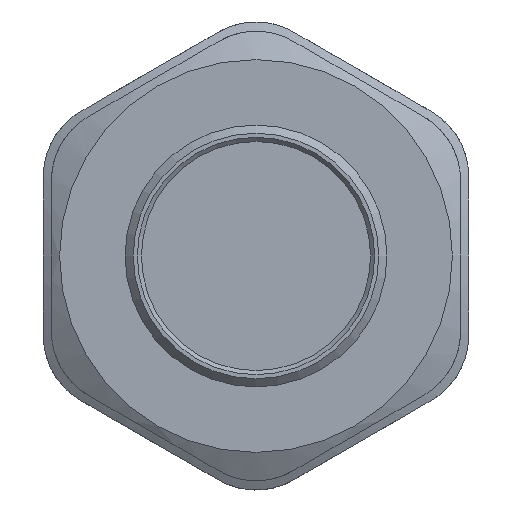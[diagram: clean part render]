
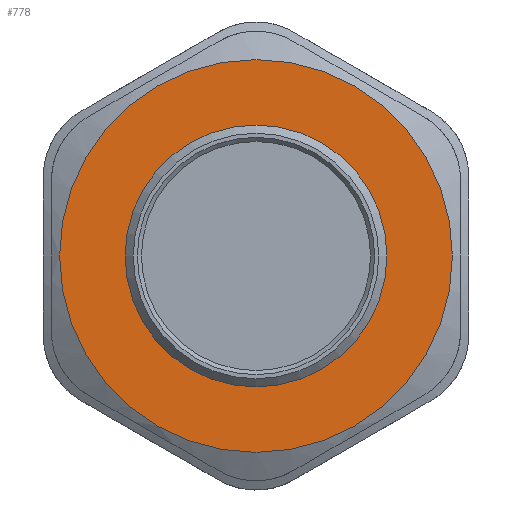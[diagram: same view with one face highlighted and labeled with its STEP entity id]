
A CAD part, front view. The second image highlights one B-rep face of the part: STEP entity #778.
In plain terms, the highlighted planar face has unit normal (0, -1, 0).
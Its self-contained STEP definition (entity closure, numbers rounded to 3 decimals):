
#164=FACE_BOUND('',#296,.T.);
#249=FACE_OUTER_BOUND('',#295,.T.);
#295=EDGE_LOOP('',(#716));
#296=EDGE_LOOP('',(#717));
#317=CIRCLE('',#852,24.);
#318=CIRCLE('',#865,15.2);
#378=VERTEX_POINT('',#1480);
#390=VERTEX_POINT('',#1621);
#474=EDGE_CURVE('',#378,#378,#317,.T.);
#498=EDGE_CURVE('',#390,#390,#318,.T.);
#716=ORIENTED_EDGE('',*,*,#474,.F.);
#717=ORIENTED_EDGE('',*,*,#498,.T.);
#735=PLANE('',#866);
#778=ADVANCED_FACE('',(#249,#164),#735,.T.);
#852=AXIS2_PLACEMENT_3D('',#1482,#993,#994);
#865=AXIS2_PLACEMENT_3D('',#1622,#1029,#1030);
#866=AXIS2_PLACEMENT_3D('',#1624,#1032,#1033);
#993=DIRECTION('center_axis',(0.,1.,0.));
#994=DIRECTION('ref_axis',(1.,0.,0.));
#1029=DIRECTION('center_axis',(0.,1.,0.));
#1030=DIRECTION('ref_axis',(1.,0.,0.));
#1032=DIRECTION('center_axis',(0.,-1.,0.));
#1033=DIRECTION('ref_axis',(0.,0.,-1.));
#1480=CARTESIAN_POINT('',(8.257,-23.936,-0.388));
#1482=CARTESIAN_POINT('Origin',(-15.743,-23.936,-0.388));
#1621=CARTESIAN_POINT('',(-0.543,-23.936,-0.388));
#1622=CARTESIAN_POINT('Origin',(-15.743,-23.936,-0.388));
#1624=CARTESIAN_POINT('Origin',(-39.743,-23.936,-0.388));
